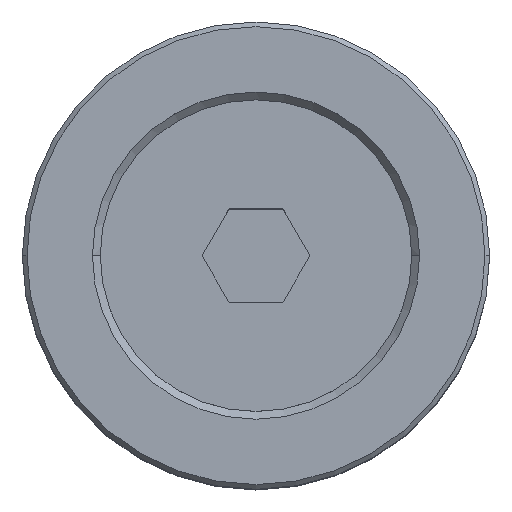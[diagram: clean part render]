
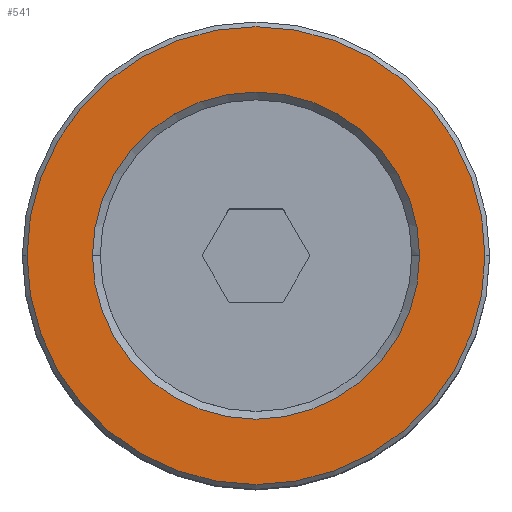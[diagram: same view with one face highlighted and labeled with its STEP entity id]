
A CAD part, top view. The second image highlights one B-rep face of the part: STEP entity #541.
In plain terms, the highlighted planar face has unit normal (0, 0, 1).
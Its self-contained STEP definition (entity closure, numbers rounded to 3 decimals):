
#35 = CARTESIAN_POINT ( 'NONE',  ( -14.7, 0., 8. ) ) ;
#108 = VERTEX_POINT ( 'NONE', #1533 ) ;
#137 = VERTEX_POINT ( 'NONE', #35 ) ;
#402 = AXIS2_PLACEMENT_3D ( 'NONE', #627, #780, #467 ) ;
#404 = DIRECTION ( 'NONE',  ( 0., 0., 1. ) ) ;
#441 = DIRECTION ( 'NONE',  ( 0., 0., 1. ) ) ;
#452 = CIRCLE ( 'NONE', #402, 14.7 ) ;
#466 = EDGE_CURVE ( 'NONE', #1118, #698, #1633, .T. ) ;
#467 = DIRECTION ( 'NONE',  ( 1., 0., 0. ) ) ;
#507 = CARTESIAN_POINT ( 'NONE',  ( 0., 0., 8. ) ) ;
#541 = ADVANCED_FACE ( 'NONE', ( #1130, #940 ), #953, .T. ) ;
#627 = CARTESIAN_POINT ( 'NONE',  ( 0., 0., 8. ) ) ;
#649 = CIRCLE ( 'NONE', #1527, 14.7 ) ;
#676 = DIRECTION ( 'NONE',  ( 0., 0., 1. ) ) ;
#692 = ORIENTED_EDGE ( 'NONE', *, *, #1498, .F. ) ;
#698 = VERTEX_POINT ( 'NONE', #1241 ) ;
#702 = DIRECTION ( 'NONE',  ( 1., 0., 0. ) ) ;
#731 = ORIENTED_EDGE ( 'NONE', *, *, #1943, .T. ) ;
#780 = DIRECTION ( 'NONE',  ( 0., 0., 1. ) ) ;
#814 = EDGE_CURVE ( 'NONE', #108, #137, #649, .T. ) ;
#822 = DIRECTION ( 'NONE',  ( 0., 0., 1. ) ) ;
#940 = FACE_OUTER_BOUND ( 'NONE', #1308, .T. ) ;
#953 = PLANE ( 'NONE',  #965 ) ;
#965 = AXIS2_PLACEMENT_3D ( 'NONE', #507, #676, #1119 ) ;
#994 = ORIENTED_EDGE ( 'NONE', *, *, #466, .F. ) ;
#996 = DIRECTION ( 'NONE',  ( 1., 0., 0. ) ) ;
#1018 = ORIENTED_EDGE ( 'NONE', *, *, #814, .T. ) ;
#1118 = VERTEX_POINT ( 'NONE', #1193 ) ;
#1119 = DIRECTION ( 'NONE',  ( 1., 0., 0. ) ) ;
#1130 = FACE_BOUND ( 'NONE', #1780, .T. ) ;
#1139 = CARTESIAN_POINT ( 'NONE',  ( 0., 0., 8. ) ) ;
#1193 = CARTESIAN_POINT ( 'NONE',  ( -10.5, 0., 8. ) ) ;
#1205 = AXIS2_PLACEMENT_3D ( 'NONE', #1139, #822, #996 ) ;
#1241 = CARTESIAN_POINT ( 'NONE',  ( 10.5, 0., 8. ) ) ;
#1308 = EDGE_LOOP ( 'NONE', ( #731, #1018 ) ) ;
#1498 = EDGE_CURVE ( 'NONE', #698, #1118, #1777, .T. ) ;
#1527 = AXIS2_PLACEMENT_3D ( 'NONE', #1761, #404, #702 ) ;
#1533 = CARTESIAN_POINT ( 'NONE',  ( 14.7, 0., 8. ) ) ;
#1633 = CIRCLE ( 'NONE', #1817, 10.5 ) ;
#1657 = DIRECTION ( 'NONE',  ( 1., 0., 0. ) ) ;
#1761 = CARTESIAN_POINT ( 'NONE',  ( 0., 0., 8. ) ) ;
#1777 = CIRCLE ( 'NONE', #1205, 10.5 ) ;
#1780 = EDGE_LOOP ( 'NONE', ( #692, #994 ) ) ;
#1806 = CARTESIAN_POINT ( 'NONE',  ( 0., 0., 8. ) ) ;
#1817 = AXIS2_PLACEMENT_3D ( 'NONE', #1806, #441, #1657 ) ;
#1943 = EDGE_CURVE ( 'NONE', #137, #108, #452, .T. ) ;
